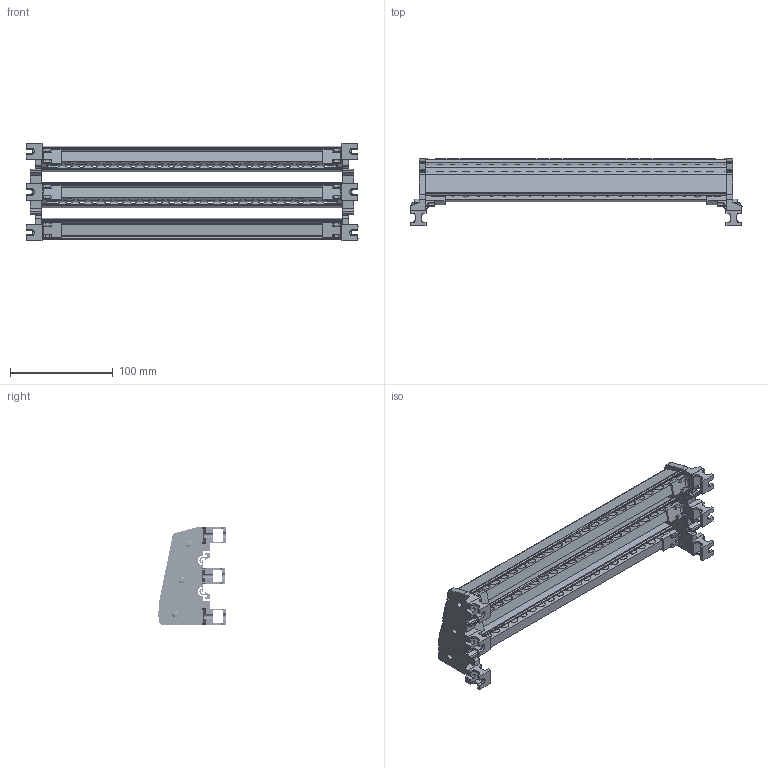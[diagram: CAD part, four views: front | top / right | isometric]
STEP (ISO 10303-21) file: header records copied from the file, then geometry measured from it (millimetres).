
FILE_DESCRIPTION (( 'STEP AP203' ), '1' );
FILE_NAME ('10x15 Üç Kutuplu Daðýtýcý Ünite - 22 Delikli (Yüksek Tip).STEP', '2020-05-12T11:30:33', ( '' ), ( '' ), 'SwSTEP 2.0', 'SolidWorks 2011', '' );
FILE_SCHEMA (( 'CONFIG_CONTROL_DESIGN' ));
Products named in the file (1): 10x15 Üç Kutuplu Daðýtýcý Ünite - 22 Delikli (Yüksek Tip)
Bounding box: 322.5 x 65.93 x 95 mm (x, y, z)
Volume: 250377.8 mm3; surface area: 193177.8 mm2
Topology: 1 solids, 7 shells, 4885 faces, 13307 edges, 8612 vertices
Faces by surface type: plane 2363, cylinder 1147, bspline 556, cone 468, torus 351
Entity records: 167790 total; most frequent: CARTESIAN_POINT 46133, ORIENTED_EDGE 26614, DIRECTION 24345, EDGE_CURVE 13307, VERTEX_POINT 8612, AXIS2_PLACEMENT_3D 8532, VECTOR 7281, LINE 7281
